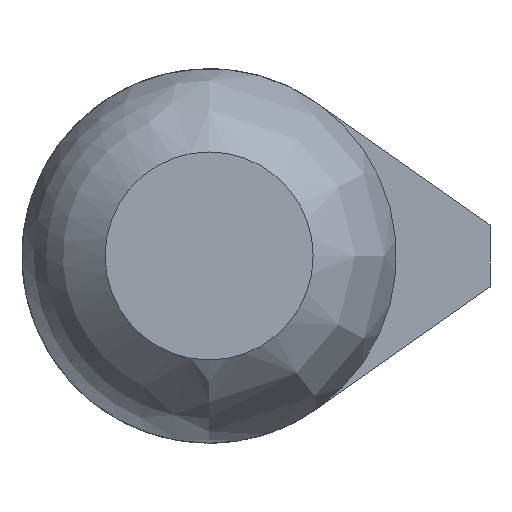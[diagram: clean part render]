
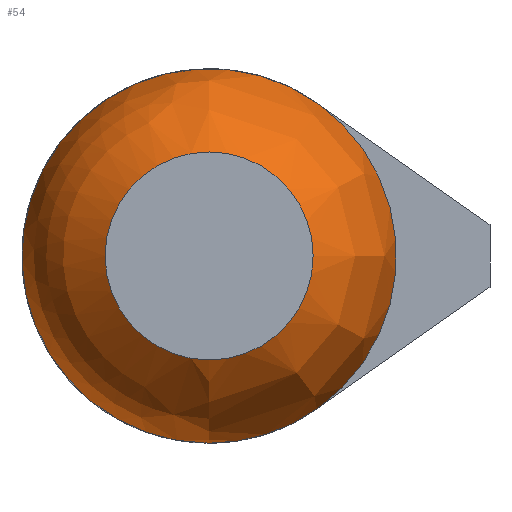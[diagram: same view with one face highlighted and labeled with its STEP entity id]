
A CAD part, front view. The second image highlights one B-rep face of the part: STEP entity #54.
In plain terms, the highlighted free-form (B-spline) face has degree [3, 3] with [4, 7] control points.
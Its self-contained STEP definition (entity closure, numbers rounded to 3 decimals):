
#54 = ADVANCED_FACE( '', ( #126, #127 ), #128, .T. );
#126 = FACE_OUTER_BOUND( '', #226, .T. );
#127 = FACE_OUTER_BOUND( '', #227, .T. );
#128 = ( BOUNDED_SURFACE(  )B_SPLINE_SURFACE( 3, 3, ( ( #230, #231, #232, #233, #234, #235, #236 ), ( #237, #238, #239, #240, #241, #242, #243 ), ( #244, #245, #246, #247, #248, #249, #250 ), ( #251, #252, #253, #254, #255, #256, #257 ) ), .UNSPECIFIED., .F., .T., .F. )B_SPLINE_SURFACE_WITH_KNOTS( ( 4, 4 ), ( 4, 3, 4 ), ( 0., 6.283 ), ( 0.054, 0.552, 1.049 ), .UNSPECIFIED. )GEOMETRIC_REPRESENTATION_ITEM(  )RATIONAL_B_SPLINE_SURFACE( ( ( 1., 0.333, 0.333, 1., 0.333, 0.333, 1. ), ( 0.919, 0.306, 0.306, 0.919, 0.306, 0.306, 0.919 ), ( 0.919, 0.306, 0.306, 0.919, 0.306, 0.306, 0.919 ), ( 1., 0.333, 0.333, 1., 0.333, 0.333, 1. ) ) )REPRESENTATION_ITEM( '' )SURFACE(  ) );
#226 = EDGE_LOOP( '', ( #429, #430 ) );
#227 = EDGE_LOOP( '', ( #431 ) );
#230 = CARTESIAN_POINT( '', ( 0., -66., -5. ) );
#231 = CARTESIAN_POINT( '', ( 10., -66., -5. ) );
#232 = CARTESIAN_POINT( '', ( 10., -66., 5. ) );
#233 = CARTESIAN_POINT( '', ( 0., -66., 5. ) );
#234 = CARTESIAN_POINT( '', ( -10., -66., 5. ) );
#235 = CARTESIAN_POINT( '', ( -10., -66., -5. ) );
#236 = CARTESIAN_POINT( '', ( 0., -66., -5. ) );
#237 = CARTESIAN_POINT( '', ( 0., -64.62, -7.399 ) );
#238 = CARTESIAN_POINT( '', ( 14.798, -64.62, -7.399 ) );
#239 = CARTESIAN_POINT( '', ( 14.798, -64.62, 7.399 ) );
#240 = CARTESIAN_POINT( '', ( 0., -64.62, 7.399 ) );
#241 = CARTESIAN_POINT( '', ( -14.798, -64.62, 7.399 ) );
#242 = CARTESIAN_POINT( '', ( -14.798, -64.62, -7.399 ) );
#243 = CARTESIAN_POINT( '', ( 0., -64.62, -7.399 ) );
#244 = CARTESIAN_POINT( '', ( 0., -62.263, -8.85 ) );
#245 = CARTESIAN_POINT( '', ( 17.699, -62.263, -8.85 ) );
#246 = CARTESIAN_POINT( '', ( 17.699, -62.263, 8.85 ) );
#247 = CARTESIAN_POINT( '', ( 0., -62.263, 8.85 ) );
#248 = CARTESIAN_POINT( '', ( -17.699, -62.263, 8.85 ) );
#249 = CARTESIAN_POINT( '', ( -17.699, -62.263, -8.85 ) );
#250 = CARTESIAN_POINT( '', ( 0., -62.263, -8.85 ) );
#251 = CARTESIAN_POINT( '', ( 0., -59.5, -9. ) );
#252 = CARTESIAN_POINT( '', ( 18., -59.5, -9. ) );
#253 = CARTESIAN_POINT( '', ( 18., -59.5, 9. ) );
#254 = CARTESIAN_POINT( '', ( 0., -59.5, 9. ) );
#255 = CARTESIAN_POINT( '', ( -18., -59.5, 9. ) );
#256 = CARTESIAN_POINT( '', ( -18., -59.5, -9. ) );
#257 = CARTESIAN_POINT( '', ( 0., -59.5, -9. ) );
#429 = ORIENTED_EDGE( '', *, *, #595, .F. );
#430 = ORIENTED_EDGE( '', *, *, #589, .F. );
#431 = ORIENTED_EDGE( '', *, *, #596, .F. );
#589 = EDGE_CURVE( '', #655, #657, #658, .T. );
#595 = EDGE_CURVE( '', #657, #655, #664, .T. );
#596 = EDGE_CURVE( '', #665, #665, #666, .T. );
#655 = VERTEX_POINT( '', #748 );
#657 = VERTEX_POINT( '', #751 );
#658 = CIRCLE( '', #752, 9. );
#664 = CIRCLE( '', #759, 9. );
#665 = VERTEX_POINT( '', #760 );
#666 = CIRCLE( '', #761, 5. );
#748 = CARTESIAN_POINT( '', ( 5.182, -59.5, -7.358 ) );
#751 = CARTESIAN_POINT( '', ( 5.182, -59.5, 7.358 ) );
#752 = AXIS2_PLACEMENT_3D( '', #861, #862, #863 );
#759 = AXIS2_PLACEMENT_3D( '', #868, #869, #870 );
#760 = CARTESIAN_POINT( '', ( 0., -66., -5. ) );
#761 = AXIS2_PLACEMENT_3D( '', #871, #872, #873 );
#861 = CARTESIAN_POINT( '', ( 0., -59.5, 0. ) );
#862 = DIRECTION( '', ( 0., 1., 0. ) );
#863 = DIRECTION( '', ( 1., 0., 0. ) );
#868 = CARTESIAN_POINT( '', ( 0., -59.5, 0. ) );
#869 = DIRECTION( '', ( 0., 1., 0. ) );
#870 = DIRECTION( '', ( 0., 0., 1. ) );
#871 = CARTESIAN_POINT( '', ( 0., -66., 0. ) );
#872 = DIRECTION( '', ( 0., -1., 0. ) );
#873 = DIRECTION( '', ( 0., 0., -1. ) );
